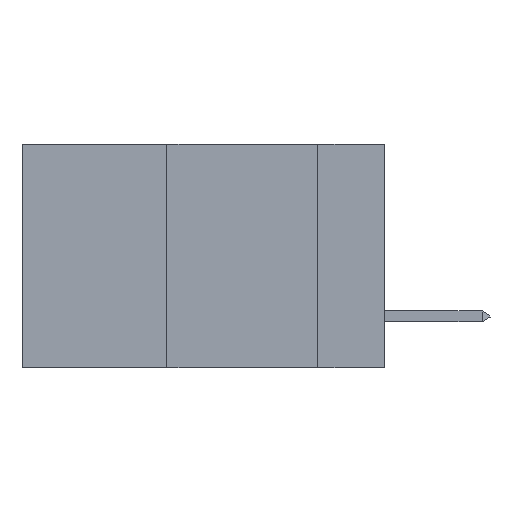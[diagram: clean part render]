
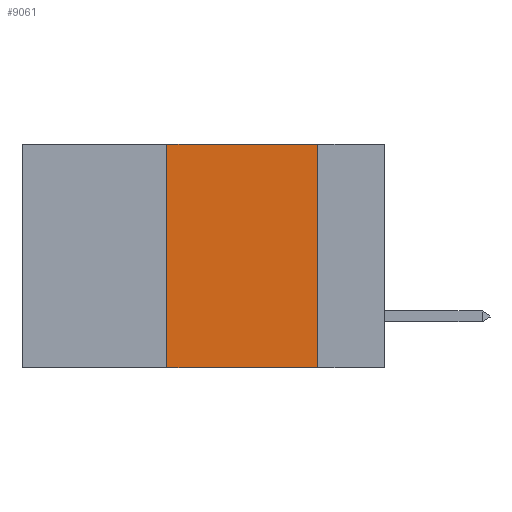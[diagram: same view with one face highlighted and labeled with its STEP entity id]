
A CAD part, left-side view. The second image highlights one B-rep face of the part: STEP entity #9061.
In plain terms, the highlighted planar face has unit normal (-1, 0, 0).
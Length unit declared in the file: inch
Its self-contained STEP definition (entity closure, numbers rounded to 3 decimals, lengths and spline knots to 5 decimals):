
#62 = FACE_OUTER_BOUND ( 'NONE', #21627, .T. ) ;
#1235 = CARTESIAN_POINT ( 'NONE',  ( 0., 0.6, 0. ) ) ;
#3138 = AXIS2_PLACEMENT_3D ( 'NONE', #1235, #14314, #24682 ) ;
#3602 = VERTEX_POINT ( 'NONE', #36601 ) ;
#5034 = ORIENTED_EDGE ( 'NONE', *, *, #11054, .F. ) ;
#5157 = CARTESIAN_POINT ( 'NONE',  ( 0., 0.11, -0.37 ) ) ;
#6675 = CARTESIAN_POINT ( 'NONE',  ( 0., 0.36, -0.37 ) ) ;
#6928 = LINE ( 'NONE', #41631, #11637 ) ;
#9061 = ADVANCED_FACE ( 'NONE', ( #62 ), #21305, .F. ) ;
#10963 = VECTOR ( 'NONE', #13838, 39.37008 ) ;
#11054 = EDGE_CURVE ( 'NONE', #16072, #3602, #6928, .T. ) ;
#11278 = ORIENTED_EDGE ( 'NONE', *, *, #31721, .F. ) ;
#11637 = VECTOR ( 'NONE', #38019, 39.37008 ) ;
#13648 = LINE ( 'NONE', #24937, #10963 ) ;
#13838 = DIRECTION ( 'NONE',  ( 0., 0., 1. ) ) ;
#14314 = DIRECTION ( 'NONE',  ( 1., 0., 0. ) ) ;
#15457 = EDGE_CURVE ( 'NONE', #41520, #17622, #34355, .T. ) ;
#15845 = CARTESIAN_POINT ( 'NONE',  ( 0., 0.6, -0.37 ) ) ;
#16072 = VERTEX_POINT ( 'NONE', #42857 ) ;
#17622 = VERTEX_POINT ( 'NONE', #5157 ) ;
#19168 = DIRECTION ( 'NONE',  ( 0., 0., -1. ) ) ;
#21305 = PLANE ( 'NONE',  #3138 ) ;
#21627 = EDGE_LOOP ( 'NONE', ( #27433, #5034, #11278, #23701 ) ) ;
#23701 = ORIENTED_EDGE ( 'NONE', *, *, #15457, .T. ) ;
#24682 = DIRECTION ( 'NONE',  ( 0., 0., -1. ) ) ;
#24937 = CARTESIAN_POINT ( 'NONE',  ( 0., 0.36, 0. ) ) ;
#25491 = VECTOR ( 'NONE', #42925, 39.37008 ) ;
#27066 = VECTOR ( 'NONE', #19168, 39.37008 ) ;
#27433 = ORIENTED_EDGE ( 'NONE', *, *, #35944, .F. ) ;
#31721 = EDGE_CURVE ( 'NONE', #41520, #16072, #13648, .T. ) ;
#34355 = LINE ( 'NONE', #15845, #25491 ) ;
#35944 = EDGE_CURVE ( 'NONE', #3602, #17622, #41787, .T. ) ;
#36601 = CARTESIAN_POINT ( 'NONE',  ( 0., 0.11, 0. ) ) ;
#38019 = DIRECTION ( 'NONE',  ( 0., -1., 0. ) ) ;
#41520 = VERTEX_POINT ( 'NONE', #6675 ) ;
#41631 = CARTESIAN_POINT ( 'NONE',  ( 0., 0.6, 0. ) ) ;
#41787 = LINE ( 'NONE', #42416, #27066 ) ;
#42416 = CARTESIAN_POINT ( 'NONE',  ( 0., 0.11, 0. ) ) ;
#42857 = CARTESIAN_POINT ( 'NONE',  ( 0., 0.36, 0. ) ) ;
#42925 = DIRECTION ( 'NONE',  ( 0., -1., 0. ) ) ;
